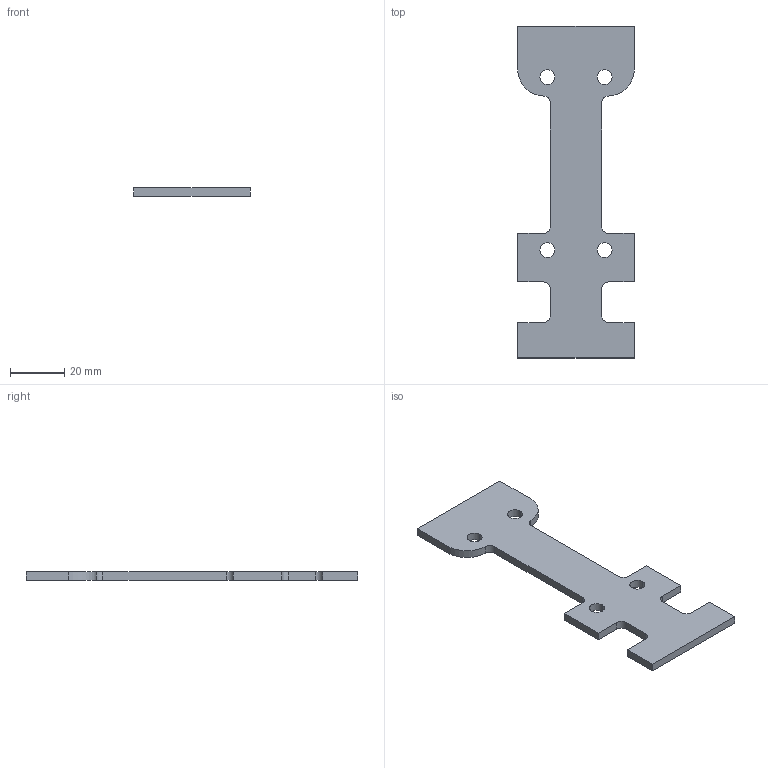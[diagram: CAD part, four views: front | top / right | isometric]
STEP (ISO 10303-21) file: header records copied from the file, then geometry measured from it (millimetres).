
FILE_DESCRIPTION((''),'2;1');
FILE_NAME('227-001334_MECHANICAL_PLATE_REA','2017-01-17T',('BGH44976'),(''),'CREO PARAMETRIC BY PTC INC, 2015080','CREO PARAMETRIC BY PTC INC, 2015080','');
FILE_SCHEMA(('AUTOMOTIVE_DESIGN { 1 0 10303 214 1 1 1 1 }'));
Length unit declared in the file: millimetre
Products named in the file (1): 227-001334_MECHANICAL_PLATE_REA
Bounding box: 42.86 x 121.92 x 3 mm (x, y, z)
Volume: 10586.5 mm3; surface area: 8490.3 mm2
Topology: 1 solids, 1 shells, 38 faces, 108 edges, 72 vertices
Faces by surface type: plane 20, cylinder 18
Entity records: 1695 total; most frequent: DIRECTION 220, CARTESIAN_POINT 220, ORIENTED_EDGE 216, PRESENTATION_STYLE_ASSIGNMENT 109, STYLED_ITEM 109, CURVE_STYLE 108, EDGE_CURVE 108, AXIS2_PLACEMENT_3D 74
